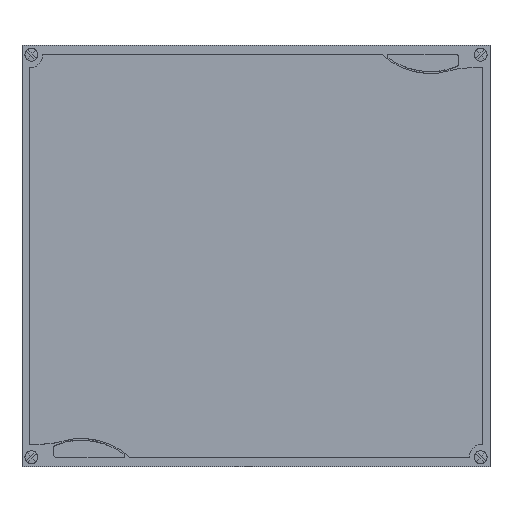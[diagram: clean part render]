
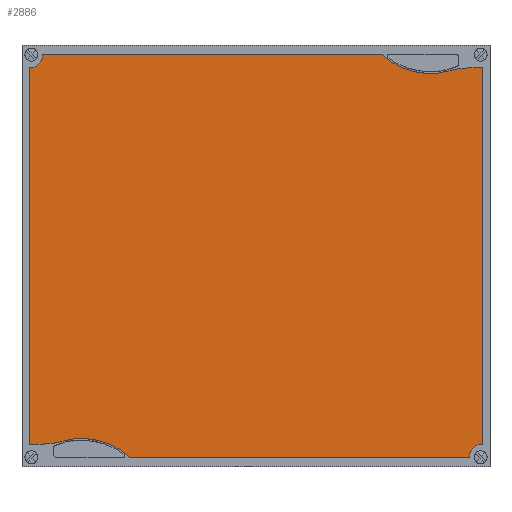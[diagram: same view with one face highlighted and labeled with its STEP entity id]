
A CAD part, top view. The second image highlights one B-rep face of the part: STEP entity #2886.
In plain terms, the highlighted planar face has unit normal (0, 0, 1).
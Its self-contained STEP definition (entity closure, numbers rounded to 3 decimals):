
#2886=ADVANCED_FACE('',(#5806),#5807,.F.);
#5806=FACE_OUTER_BOUND('',#8836,.T.);
#5807=PLANE('',#8837);
#8836=EDGE_LOOP('',(#17098,#17099,#17100,#17101,#17102,#17103,#17104,#17105,#17106,#17107,#17108,#17109));
#8837=AXIS2_PLACEMENT_3D('',#17110,#17111,#17112);
#17098=ORIENTED_EDGE('',*,*,#21707,.T.);
#17099=ORIENTED_EDGE('',*,*,#21703,.T.);
#17100=ORIENTED_EDGE('',*,*,#21699,.T.);
#17101=ORIENTED_EDGE('',*,*,#21714,.F.);
#17102=ORIENTED_EDGE('',*,*,#21715,.T.);
#17103=ORIENTED_EDGE('',*,*,#21716,.T.);
#17104=ORIENTED_EDGE('',*,*,#21717,.T.);
#17105=ORIENTED_EDGE('',*,*,#21718,.T.);
#17106=ORIENTED_EDGE('',*,*,#21719,.T.);
#17107=ORIENTED_EDGE('',*,*,#21720,.F.);
#17108=ORIENTED_EDGE('',*,*,#21721,.T.);
#17109=ORIENTED_EDGE('',*,*,#21710,.F.);
#17110=CARTESIAN_POINT('',(250.0,225.0,136.8));
#17111=DIRECTION('',(0.0,0.0,-1.0));
#17112=DIRECTION('',(0.0,1.0,0.0));
#21699=EDGE_CURVE('',#26842,#26840,#26843,.T.);
#21703=EDGE_CURVE('',#26848,#26842,#26849,.T.);
#21707=EDGE_CURVE('',#26854,#26848,#26855,.T.);
#21710=EDGE_CURVE('',#26854,#26858,#26859,.T.);
#21714=EDGE_CURVE('',#26864,#26840,#26865,.T.);
#21715=EDGE_CURVE('',#26864,#26866,#26867,.T.);
#21716=EDGE_CURVE('',#26866,#26868,#26869,.T.);
#21717=EDGE_CURVE('',#26868,#26870,#26871,.T.);
#21718=EDGE_CURVE('',#26870,#26872,#26873,.T.);
#21719=EDGE_CURVE('',#26872,#26874,#26875,.T.);
#21720=EDGE_CURVE('',#26876,#26874,#26877,.T.);
#21721=EDGE_CURVE('',#26876,#26858,#26878,.T.);
#26840=VERTEX_POINT('',#34684);
#26842=VERTEX_POINT('',#34687);
#26843=CIRCLE('',#34688,75.62);
#26848=VERTEX_POINT('',#34694);
#26849=CIRCLE('',#34695,77.847);
#26854=VERTEX_POINT('',#34702);
#26855=LINE('',#34703,#34704);
#26858=VERTEX_POINT('',#34708);
#26859=LINE('',#34709,#34710);
#26864=VERTEX_POINT('',#34717);
#26865=LINE('',#34718,#34719);
#26866=VERTEX_POINT('',#34720);
#26867=CIRCLE('',#34721,13.999);
#26868=VERTEX_POINT('',#34722);
#26869=LINE('',#34723,#34724);
#26870=VERTEX_POINT('',#34725);
#26871=LINE('',#34726,#34727);
#26872=VERTEX_POINT('',#34728);
#26873=CIRCLE('',#34729,77.847);
#26874=VERTEX_POINT('',#34730);
#26875=CIRCLE('',#34731,75.62);
#26876=VERTEX_POINT('',#34732);
#26877=LINE('',#34733,#34734);
#26878=CIRCLE('',#34735,13.999);
#34684=CARTESIAN_POINT('',(384.787,439.978,136.8));
#34687=CARTESIAN_POINT('',(457.279,422.98,136.8));
#34688=AXIS2_PLACEMENT_3D('',#39164,#39165,#39166);
#34694=CARTESIAN_POINT('',(478.477,425.98,136.8));
#34695=AXIS2_PLACEMENT_3D('',#39171,#39172,#39173);
#34702=CARTESIAN_POINT('',(491.976,425.98,136.8));
#34703=CARTESIAN_POINT('',(367.613,425.98,136.8));
#34704=VECTOR('',#39176,1.0);
#34708=CARTESIAN_POINT('',(491.976,24.02,136.8));
#34709=CARTESIAN_POINT('',(491.976,225.0,136.8));
#34710=VECTOR('',#39178,1.);
#34717=CARTESIAN_POINT('',(22.023,439.979,136.8));
#34718=CARTESIAN_POINT('',(250.0,439.979,136.8));
#34719=VECTOR('',#39181,1.);
#34720=CARTESIAN_POINT('',(8.024,425.98,136.8));
#34721=AXIS2_PLACEMENT_3D('',#39182,#39183,#39184);
#34722=CARTESIAN_POINT('',(8.024,24.02,136.8));
#34723=CARTESIAN_POINT('',(8.024,225.0,136.8));
#34724=VECTOR('',#39185,1.);
#34725=CARTESIAN_POINT('',(21.523,24.02,136.8));
#34726=CARTESIAN_POINT('',(132.387,24.02,136.8));
#34727=VECTOR('',#39186,1.0);
#34728=CARTESIAN_POINT('',(42.721,27.02,136.8));
#34729=AXIS2_PLACEMENT_3D('',#39187,#39188,#39189);
#34730=CARTESIAN_POINT('',(115.213,10.022,136.8));
#34731=AXIS2_PLACEMENT_3D('',#39190,#39191,#39192);
#34732=CARTESIAN_POINT('',(477.977,10.021,136.8));
#34733=CARTESIAN_POINT('',(250.0,10.022,136.8));
#34734=VECTOR('',#39193,1.);
#34735=AXIS2_PLACEMENT_3D('',#39194,#39195,#39196);
#39164=CARTESIAN_POINT('',(436.059,495.561,136.8));
#39165=DIRECTION('',(-0.0,0.0,-1.0));
#39166=DIRECTION('',(-0.678,-0.735,0.0));
#39171=CARTESIAN_POINT('',(478.682,348.133,136.8));
#39172=DIRECTION('',(0.0,-0.0,1.0));
#39173=DIRECTION('',(-0.003,1.,0.0));
#39176=DIRECTION('',(-1.0,-0.0,-0.0));
#39178=DIRECTION('',(0.0,-1.0,0.0));
#39181=DIRECTION('',(1.0,0.0,0.0));
#39182=CARTESIAN_POINT('',(8.024,439.979,136.8));
#39183=DIRECTION('',(0.0,0.0,-1.0));
#39184=DIRECTION('',(0.,-1.0,0.0));
#39185=DIRECTION('',(0.0,-1.0,0.0));
#39186=DIRECTION('',(1.0,-0.0,0.0));
#39187=CARTESIAN_POINT('',(21.318,101.867,136.8));
#39188=DIRECTION('',(-0.0,0.0,1.0));
#39189=DIRECTION('',(0.003,-1.,0.0));
#39190=CARTESIAN_POINT('',(63.941,-45.561,136.8));
#39191=DIRECTION('',(0.0,0.0,-1.0));
#39192=DIRECTION('',(0.678,0.735,0.0));
#39193=DIRECTION('',(-1.0,0.0,0.0));
#39194=CARTESIAN_POINT('',(491.976,10.021,136.8));
#39195=DIRECTION('',(0.0,0.0,-1.0));
#39196=DIRECTION('',(0.,1.0,0.0));
